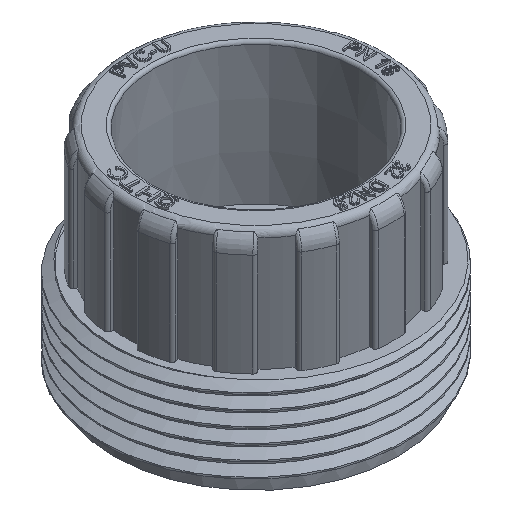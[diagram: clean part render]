
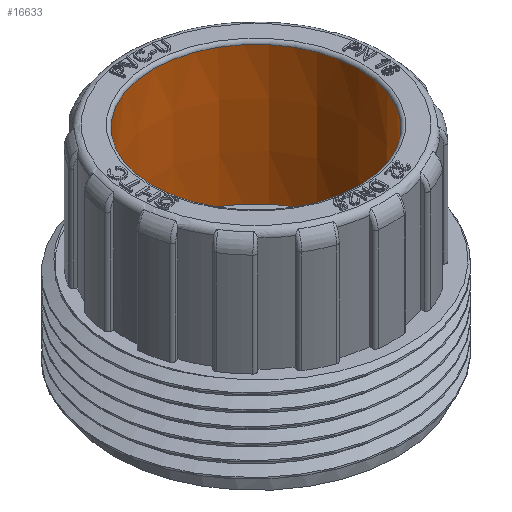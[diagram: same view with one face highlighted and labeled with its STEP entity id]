
A CAD part, isometric view. The second image highlights one B-rep face of the part: STEP entity #16633.
In plain terms, the highlighted conical face has half-angle 0.389 degrees and reference radius 16.15 mm.
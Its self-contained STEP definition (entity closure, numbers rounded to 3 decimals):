
#55=CONICAL_SURFACE('',#17630,16.15,0.007);
#881=FACE_OUTER_BOUND('',#1785,.T.);
#1785=EDGE_LOOP('',(#12368,#12369,#12370,#12371));
#2737=CIRCLE('',#17628,16.);
#2739=CIRCLE('',#17631,16.147);
#3574=LINE('',#27399,#5760);
#5760=VECTOR('',#19389,16.15);
#8097=VERTEX_POINT('',#27393);
#8099=VERTEX_POINT('',#27398);
#9806=EDGE_CURVE('',#8097,#8097,#2737,.T.);
#9808=EDGE_CURVE('',#8097,#8099,#3574,.T.);
#9809=EDGE_CURVE('',#8099,#8099,#2739,.T.);
#12368=ORIENTED_EDGE('',*,*,#9806,.T.);
#12369=ORIENTED_EDGE('',*,*,#9808,.T.);
#12370=ORIENTED_EDGE('',*,*,#9809,.T.);
#12371=ORIENTED_EDGE('',*,*,#9808,.F.);
#16633=ADVANCED_FACE('',(#881),#55,.F.);
#17628=AXIS2_PLACEMENT_3D('',#27394,#19383,#19384);
#17630=AXIS2_PLACEMENT_3D('',#27397,#19387,#19388);
#17631=AXIS2_PLACEMENT_3D('',#27400,#19390,#19391);
#19383=DIRECTION('center_axis',(0.,0.,-1.));
#19384=DIRECTION('ref_axis',(1.,0.,0.));
#19387=DIRECTION('center_axis',(0.,0.,1.));
#19388=DIRECTION('ref_axis',(1.,0.,0.));
#19389=DIRECTION('',(-0.007,0.,1.));
#19390=DIRECTION('center_axis',(0.,0.,1.));
#19391=DIRECTION('ref_axis',(1.,0.,0.));
#27393=CARTESIAN_POINT('',(-16.,0.,11.9));
#27394=CARTESIAN_POINT('Origin',(0.,0.,11.9));
#27397=CARTESIAN_POINT('Origin',(0.,0.,34.));
#27398=CARTESIAN_POINT('',(-16.147,0.,33.503));
#27399=CARTESIAN_POINT('',(-16.15,0.,34.));
#27400=CARTESIAN_POINT('Origin',(0.,0.,33.503));
